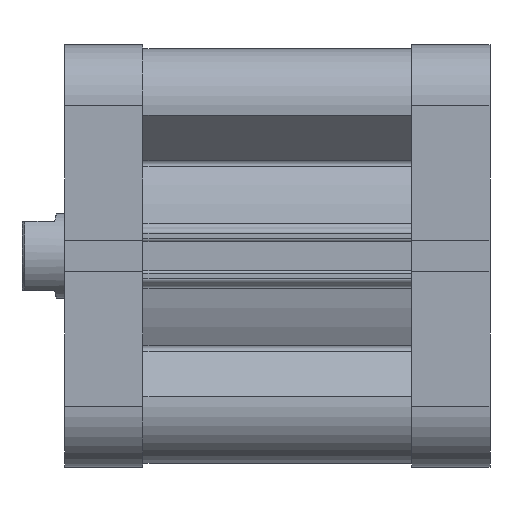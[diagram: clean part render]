
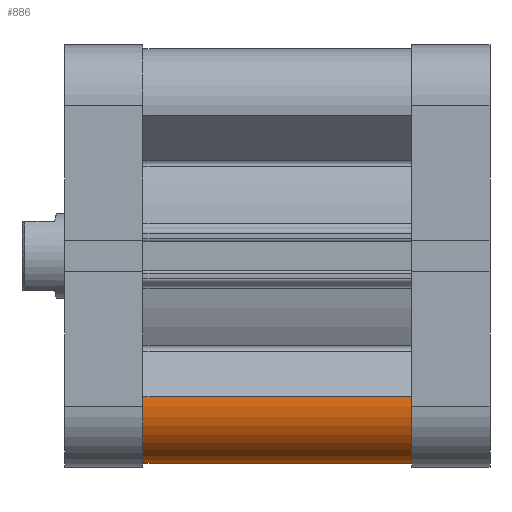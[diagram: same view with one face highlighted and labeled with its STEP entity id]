
A CAD part, front view. The second image highlights one B-rep face of the part: STEP entity #886.
In plain terms, the highlighted cylindrical face has radius 10.75 mm (diameter 21.5 mm), a partial arc.
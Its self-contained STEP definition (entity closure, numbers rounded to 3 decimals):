
#185 = ORIENTED_EDGE ( 'NONE', *, *, #3228, .F. ) ;
#186 = ORIENTED_EDGE ( 'NONE', *, *, #3227, .T. ) ;
#187 = ORIENTED_EDGE ( 'NONE', *, *, #3218, .T. ) ;
#188 = ORIENTED_EDGE ( 'NONE', *, *, #3229, .F. ) ;
#886 = ADVANCED_FACE ( 'NONE', ( #9936 ), #9939, .T. ) ;
#1856 = VERTEX_POINT ( 'NONE', #6147 ) ;
#1875 = VERTEX_POINT ( 'NONE', #6154 ) ;
#1957 = VERTEX_POINT ( 'NONE', #6192 ) ;
#2505 = VERTEX_POINT ( 'NONE', #6351 ) ;
#3218 = EDGE_CURVE ( 'NONE', #2505, #1856, #7517, .T. ) ;
#3227 = EDGE_CURVE ( 'NONE', #1957, #2505, #7524, .T. ) ;
#3228 = EDGE_CURVE ( 'NONE', #1957, #1875, #7532, .T. ) ;
#3229 = EDGE_CURVE ( 'NONE', #1875, #1856, #7528, .T. ) ;
#3746 = AXIS2_PLACEMENT_3D ( 'NONE', #5352, #5351, #5350 ) ;
#4032 = AXIS2_PLACEMENT_3D ( 'NONE', #8471, #8472, #8473 ) ;
#4038 = AXIS2_PLACEMENT_3D ( 'NONE', #8488, #8496, #8497 ) ;
#5350 = DIRECTION ( 'NONE',  ( -1., 0., 0. ) ) ;
#5351 = DIRECTION ( 'NONE',  ( 0., 0., -1. ) ) ;
#5352 = CARTESIAN_POINT ( 'NONE',  ( -28.25, -28.25, 50.5 ) ) ;
#6147 = CARTESIAN_POINT ( 'NONE',  ( -26.479, -38.853, 0. ) ) ;
#6154 = CARTESIAN_POINT ( 'NONE',  ( -26.479, -38.853, 50.5 ) ) ;
#6192 = CARTESIAN_POINT ( 'NONE',  ( -39., -28.25, 50.5 ) ) ;
#6351 = CARTESIAN_POINT ( 'NONE',  ( -39., -28.25, 0. ) ) ;
#7517 = CIRCLE ( 'NONE', #4032, 10.75 ) ;
#7524 = LINE ( 'NONE', #8494, #7525 ) ;
#7525 = VECTOR ( 'NONE', #8495, 1000. ) ;
#7528 = LINE ( 'NONE', #8499, #7529 ) ;
#7529 = VECTOR ( 'NONE', #8500, 1000. ) ;
#7532 = CIRCLE ( 'NONE', #4038, 10.75 ) ;
#8471 = CARTESIAN_POINT ( 'NONE',  ( -28.25, -28.25, 0. ) ) ;
#8472 = DIRECTION ( 'NONE',  ( 0., 0., 1. ) ) ;
#8473 = DIRECTION ( 'NONE',  ( -1., 0., 0. ) ) ;
#8488 = CARTESIAN_POINT ( 'NONE',  ( -28.25, -28.25, 50.5 ) ) ;
#8494 = CARTESIAN_POINT ( 'NONE',  ( -39., -28.25, 50.5 ) ) ;
#8495 = DIRECTION ( 'NONE',  ( 0., 0., -1. ) ) ;
#8496 = DIRECTION ( 'NONE',  ( 0., 0., 1. ) ) ;
#8497 = DIRECTION ( 'NONE',  ( -1., 0., 0. ) ) ;
#8499 = CARTESIAN_POINT ( 'NONE',  ( -26.479, -38.853, 50.5 ) ) ;
#8500 = DIRECTION ( 'NONE',  ( 0., 0., -1. ) ) ;
#8914 = EDGE_LOOP ( 'NONE', ( #185, #186, #187, #188 ) ) ;
#9936 = FACE_OUTER_BOUND ( 'NONE', #8914, .T. ) ;
#9939 = CYLINDRICAL_SURFACE ( 'NONE', #3746, 10.75 ) ;
